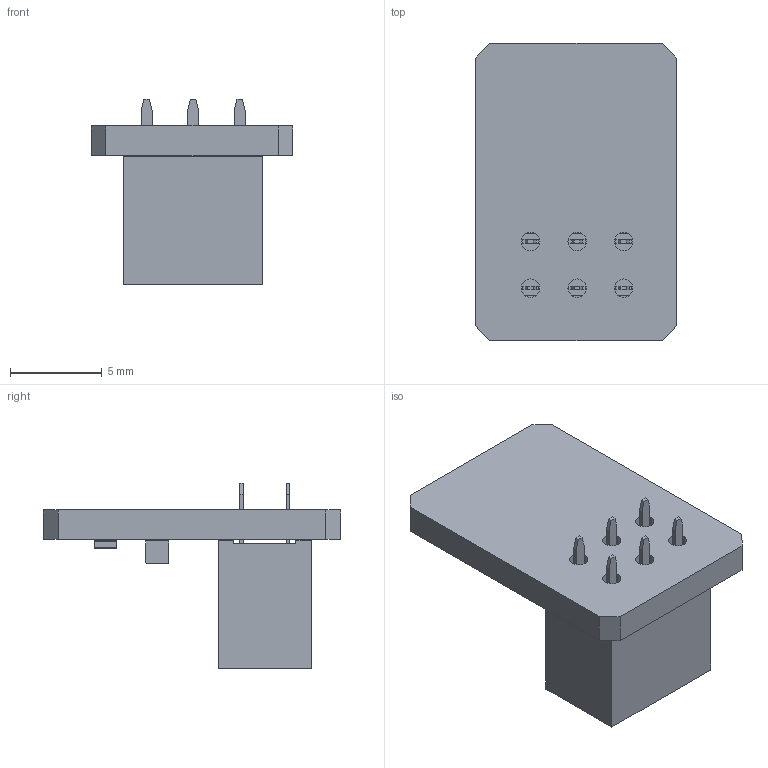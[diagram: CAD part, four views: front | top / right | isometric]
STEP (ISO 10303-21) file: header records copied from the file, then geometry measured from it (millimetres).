
FILE_DESCRIPTION(('KiCad electronic assembly'),'2;1');
FILE_NAME('laser_range_PCB.step','2019-12-02T17:00:37',('An Author'),( 'A Company'),'Open CASCADE STEP processor 6.9', 'KiCad to STEP converter','Unknown');
FILE_SCHEMA(('AUTOMOTIVE_DESIGN { 1 0 10303 214 1 1 1 1 }'));
Length unit declared in the file: millimetre
Products named in the file (8): Open CASCADE STEP translator 6.9 1; PinSocket_2x03_P2.54mm_Vertical; SOLID; R_0805_2012Metric; C_0805_2012Metric; COMPOUND
Assembly tree (9 placements, depth 3):
  Open CASCADE STEP translator 6.9 1
    PinSocket_2x03_P2.54mm_Vertical
      SOLID
    R_0805_2012Metric  x2
      SOLID
    C_0805_2012Metric  x2
      SOLID
    COMPOUND
Bounding box: 11 x 16.2 x 10.1 mm (x, y, z)
Volume: 538.1 mm3; surface area: 880.5 mm2
Topology: 6 solids, 6 shells, 320 faces, 826 edges, 540 vertices
Faces by surface type: plane 274, cylinder 46
Full cylindrical faces by diameter (mm): 1 x6
Entity records: 18864 total; most frequent: CARTESIAN_POINT 2902, DIRECTION 2642, LINE 1954, VECTOR 1954, ORIENTED_EDGE 1372, PCURVE 1372, DEFINITIONAL_REPRESENTATION 1372, EDGE_CURVE 686
